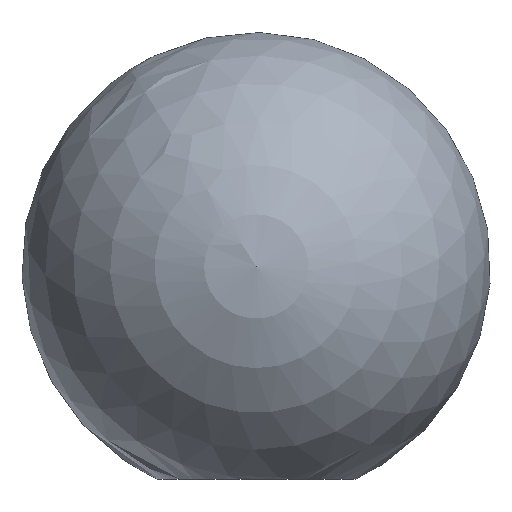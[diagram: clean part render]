
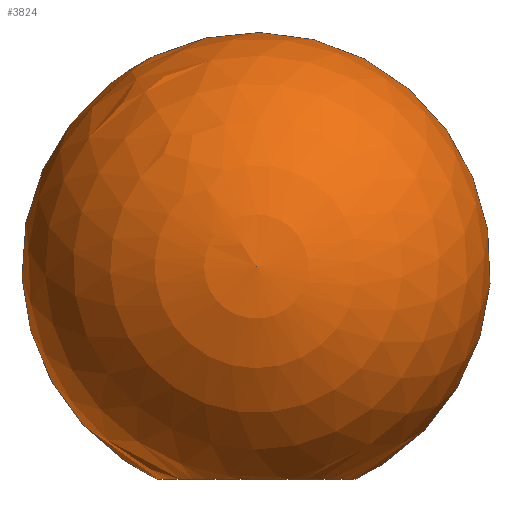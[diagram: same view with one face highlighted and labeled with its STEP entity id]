
A CAD part, top view. The second image highlights one B-rep face of the part: STEP entity #3824.
In plain terms, the highlighted spherical face has radius 17.5 mm.
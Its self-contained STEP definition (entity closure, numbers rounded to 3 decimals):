
#1297 = FACE_OUTER_BOUND ( 'NONE', #2609, .T. ) ;
#1596 = DIRECTION ( 'NONE',  ( 0., -1., 0. ) ) ;
#1746 = AXIS2_PLACEMENT_3D ( 'NONE', #5481, #2567, #7727 ) ;
#2408 = CARTESIAN_POINT ( 'NONE',  ( 0., -15.858, 0. ) ) ;
#2567 = DIRECTION ( 'NONE',  ( 0., 0., 1. ) ) ;
#2609 = EDGE_LOOP ( 'NONE', ( #2708 ) ) ;
#2708 = ORIENTED_EDGE ( 'NONE', *, *, #7404, .F. ) ;
#3100 = DIRECTION ( 'NONE',  ( 0., 0., -1. ) ) ;
#3180 = AXIS2_PLACEMENT_3D ( 'NONE', #2408, #1596, #3100 ) ;
#3824 = ADVANCED_FACE ( 'NONE', ( #1297 ), #4651, .T. ) ;
#4217 = CARTESIAN_POINT ( 'NONE',  ( 0., -15.858, -7.4 ) ) ;
#4651 = SPHERICAL_SURFACE ( 'NONE', #1746, 17.5 ) ;
#5481 = CARTESIAN_POINT ( 'NONE',  ( 0., 0., 0. ) ) ;
#6636 = VERTEX_POINT ( 'NONE', #4217 ) ;
#6984 = CIRCLE ( 'NONE', #3180, 7.4 ) ;
#7404 = EDGE_CURVE ( 'NONE', #6636, #6636, #6984, .T. ) ;
#7727 = DIRECTION ( 'NONE',  ( 1., 0., 0. ) ) ;
